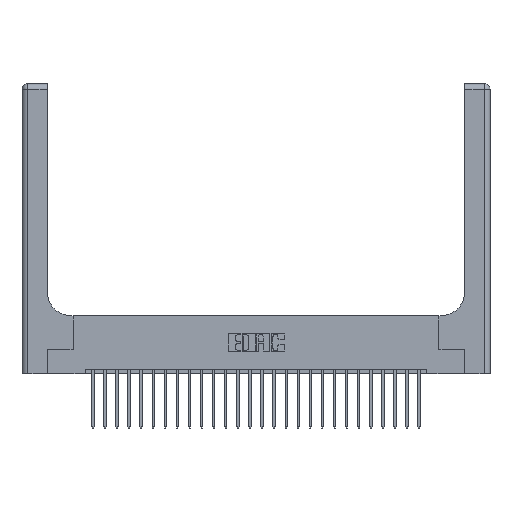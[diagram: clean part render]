
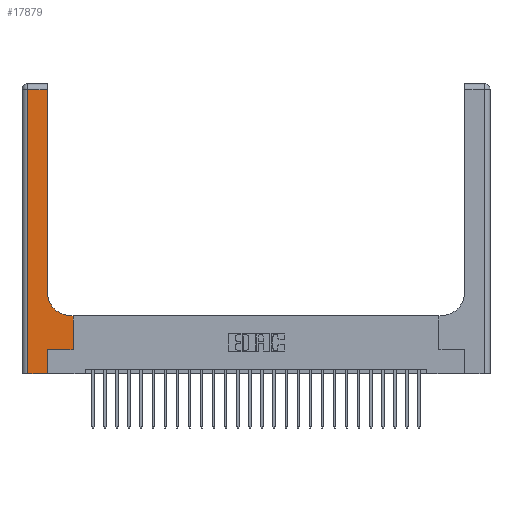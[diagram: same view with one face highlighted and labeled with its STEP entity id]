
A CAD part, top view. The second image highlights one B-rep face of the part: STEP entity #17879.
In plain terms, the highlighted planar face has unit normal (0, 0, 1).
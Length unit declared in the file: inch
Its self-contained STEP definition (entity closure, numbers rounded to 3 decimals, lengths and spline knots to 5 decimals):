
#384 = ORIENTED_EDGE ( 'NONE', *, *, #6285, .T. ) ;
#385 = CARTESIAN_POINT ( 'NONE',  ( 0., 2.94, 0.37 ) ) ;
#403 = EDGE_CURVE ( 'NONE', #19947, #1051, #11840, .T. ) ;
#722 = VERTEX_POINT ( 'NONE', #17207 ) ;
#933 = CARTESIAN_POINT ( 'NONE',  ( 0.528, 0.25, 0.37 ) ) ;
#1051 = VERTEX_POINT ( 'NONE', #6797 ) ;
#1306 = CARTESIAN_POINT ( 'NONE',  ( 0.26, 3., 0.37 ) ) ;
#1366 = CARTESIAN_POINT ( 'NONE',  ( 0.528, 0.25, 0.37 ) ) ;
#1979 = LINE ( 'NONE', #4640, #18201 ) ;
#2133 = VECTOR ( 'NONE', #5037, 39.37008 ) ;
#2311 = CARTESIAN_POINT ( 'NONE',  ( 0.265, 0., 0.37 ) ) ;
#2541 = AXIS2_PLACEMENT_3D ( 'NONE', #23937, #8144, #23859 ) ;
#3106 = VECTOR ( 'NONE', #6175, 39.37008 ) ;
#3436 = ORIENTED_EDGE ( 'NONE', *, *, #9764, .T. ) ;
#3850 = LINE ( 'NONE', #385, #8450 ) ;
#4244 = PLANE ( 'NONE',  #12046 ) ;
#4296 = DIRECTION ( 'NONE',  ( -1., 0., 0. ) ) ;
#4640 = CARTESIAN_POINT ( 'NONE',  ( 0., 0., 0.37 ) ) ;
#5037 = DIRECTION ( 'NONE',  ( 0., 1., 0. ) ) ;
#5169 = VERTEX_POINT ( 'NONE', #23014 ) ;
#5271 = VERTEX_POINT ( 'NONE', #20863 ) ;
#5848 = EDGE_LOOP ( 'NONE', ( #24994, #384, #23945, #22414, #3436, #7554, #9510, #16211, #17011 ) ) ;
#5998 = EDGE_CURVE ( 'NONE', #1051, #722, #17362, .T. ) ;
#6175 = DIRECTION ( 'NONE',  ( 1., 0., 0. ) ) ;
#6285 = EDGE_CURVE ( 'NONE', #19191, #8483, #3850, .T. ) ;
#6797 = CARTESIAN_POINT ( 'NONE',  ( 0.51, 0.6, 0.37 ) ) ;
#7340 = LINE ( 'NONE', #12470, #3106 ) ;
#7554 = ORIENTED_EDGE ( 'NONE', *, *, #20737, .T. ) ;
#8144 = DIRECTION ( 'NONE',  ( 0., 0., -1. ) ) ;
#8450 = VECTOR ( 'NONE', #4296, 39.37008 ) ;
#8483 = VERTEX_POINT ( 'NONE', #14550 ) ;
#9038 = FACE_OUTER_BOUND ( 'NONE', #5848, .T. ) ;
#9510 = ORIENTED_EDGE ( 'NONE', *, *, #11985, .T. ) ;
#9764 = EDGE_CURVE ( 'NONE', #13273, #5169, #17839, .T. ) ;
#9812 = DIRECTION ( 'NONE',  ( -1., 0., 0. ) ) ;
#9825 = EDGE_CURVE ( 'NONE', #8483, #5271, #21821, .T. ) ;
#10303 = VECTOR ( 'NONE', #16048, 39.37008 ) ;
#10821 = CARTESIAN_POINT ( 'NONE',  ( 0.26, 2.94, 0.37 ) ) ;
#11109 = CARTESIAN_POINT ( 'NONE',  ( 0.265, 0., 0.37 ) ) ;
#11840 = LINE ( 'NONE', #16131, #10303 ) ;
#11985 = EDGE_CURVE ( 'NONE', #17049, #19947, #24693, .T. ) ;
#12046 = AXIS2_PLACEMENT_3D ( 'NONE', #19923, #21660, #9812 ) ;
#12470 = CARTESIAN_POINT ( 'NONE',  ( 0.265, 0.25, 0.37 ) ) ;
#12624 = VECTOR ( 'NONE', #13853, 39.37008 ) ;
#12755 = EDGE_CURVE ( 'NONE', #5271, #13273, #1979, .T. ) ;
#13273 = VERTEX_POINT ( 'NONE', #11109 ) ;
#13853 = DIRECTION ( 'NONE',  ( 0., 1., 0. ) ) ;
#14550 = CARTESIAN_POINT ( 'NONE',  ( 0.06, 2.94, 0.37 ) ) ;
#16048 = DIRECTION ( 'NONE',  ( -1., 0., 0. ) ) ;
#16131 = CARTESIAN_POINT ( 'NONE',  ( 0.26, 0.6, 0.37 ) ) ;
#16211 = ORIENTED_EDGE ( 'NONE', *, *, #403, .T. ) ;
#16301 = EDGE_CURVE ( 'NONE', #722, #19191, #19561, .T. ) ;
#17011 = ORIENTED_EDGE ( 'NONE', *, *, #5998, .T. ) ;
#17049 = VERTEX_POINT ( 'NONE', #933 ) ;
#17207 = CARTESIAN_POINT ( 'NONE',  ( 0.26, 0.85, 0.37 ) ) ;
#17362 = CIRCLE ( 'NONE', #2541, 0.25 ) ;
#17839 = LINE ( 'NONE', #2311, #12624 ) ;
#17879 = ADVANCED_FACE ( 'NONE', ( #9038 ), #4244, .F. ) ;
#17964 = DIRECTION ( 'NONE',  ( 0., -1., 0. ) ) ;
#18201 = VECTOR ( 'NONE', #22470, 39.37008 ) ;
#19191 = VERTEX_POINT ( 'NONE', #10821 ) ;
#19561 = LINE ( 'NONE', #1306, #2133 ) ;
#19598 = CARTESIAN_POINT ( 'NONE',  ( 0.528, 0.6, 0.37 ) ) ;
#19923 = CARTESIAN_POINT ( 'NONE',  ( 0., 3., 0.37 ) ) ;
#19947 = VERTEX_POINT ( 'NONE', #19598 ) ;
#20256 = CARTESIAN_POINT ( 'NONE',  ( 0.06, 3., 0.37 ) ) ;
#20737 = EDGE_CURVE ( 'NONE', #5169, #17049, #7340, .T. ) ;
#20863 = CARTESIAN_POINT ( 'NONE',  ( 0.06, 0., 0.37 ) ) ;
#21184 = VECTOR ( 'NONE', #17964, 39.37008 ) ;
#21660 = DIRECTION ( 'NONE',  ( 0., 0., -1. ) ) ;
#21821 = LINE ( 'NONE', #20256, #21184 ) ;
#22414 = ORIENTED_EDGE ( 'NONE', *, *, #12755, .T. ) ;
#22470 = DIRECTION ( 'NONE',  ( 1., 0., 0. ) ) ;
#23014 = CARTESIAN_POINT ( 'NONE',  ( 0.265, 0.25, 0.37 ) ) ;
#23175 = DIRECTION ( 'NONE',  ( 0., 1., 0. ) ) ;
#23859 = DIRECTION ( 'NONE',  ( 1., 0., 0. ) ) ;
#23937 = CARTESIAN_POINT ( 'NONE',  ( 0.51, 0.85, 0.37 ) ) ;
#23945 = ORIENTED_EDGE ( 'NONE', *, *, #9825, .T. ) ;
#24362 = VECTOR ( 'NONE', #23175, 39.37008 ) ;
#24693 = LINE ( 'NONE', #1366, #24362 ) ;
#24994 = ORIENTED_EDGE ( 'NONE', *, *, #16301, .T. ) ;
